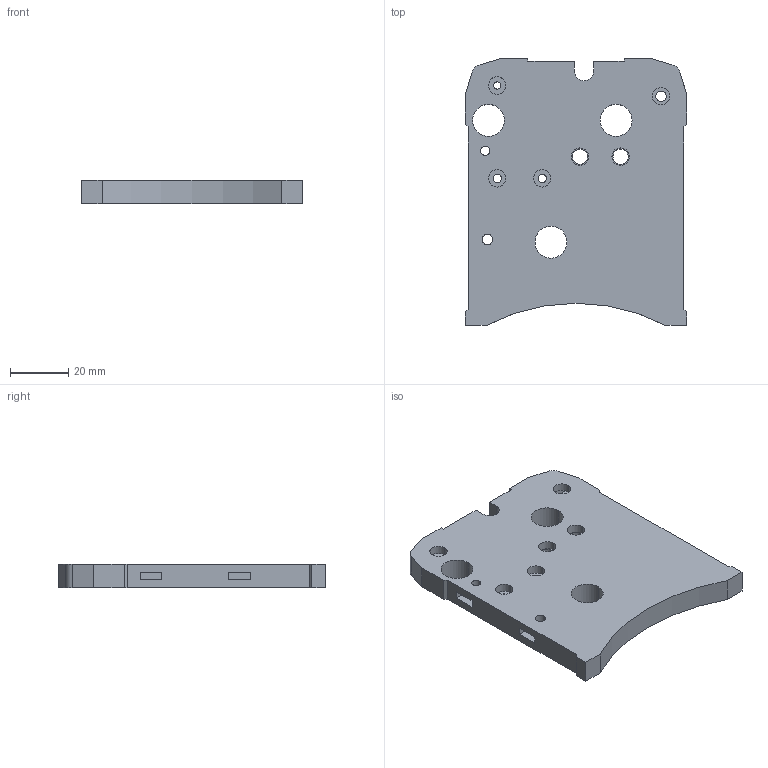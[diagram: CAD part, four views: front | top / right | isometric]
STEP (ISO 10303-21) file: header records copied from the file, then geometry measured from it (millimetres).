
FILE_DESCRIPTION (( 'STEP AP214' ), '1' );
FILE_NAME ('X Axis Plate v14.STEP', '2024-11-29T09:16:37', ( '' ), ( '' ), 'SwSTEP 2.0', 'SolidWorks 2024', '' );
FILE_SCHEMA (( 'AUTOMOTIVE_DESIGN' ));
Length unit declared in the file: millimetre
Products named in the file (1): X Axis Plate v14
Bounding box: 76.2 x 92.02 x 8 mm (x, y, z)
Volume: 47542.9 mm3; surface area: 17002.9 mm2
Topology: 1 solids, 1 shells, 88 faces, 237 edges, 158 vertices
Faces by surface type: plane 46, cylinder 42
Entity records: 2864 total; most frequent: DIRECTION 499, CARTESIAN_POINT 484, ORIENTED_EDGE 474, EDGE_CURVE 237, AXIS2_PLACEMENT_3D 173, VERTEX_POINT 158, LINE 153, VECTOR 153
